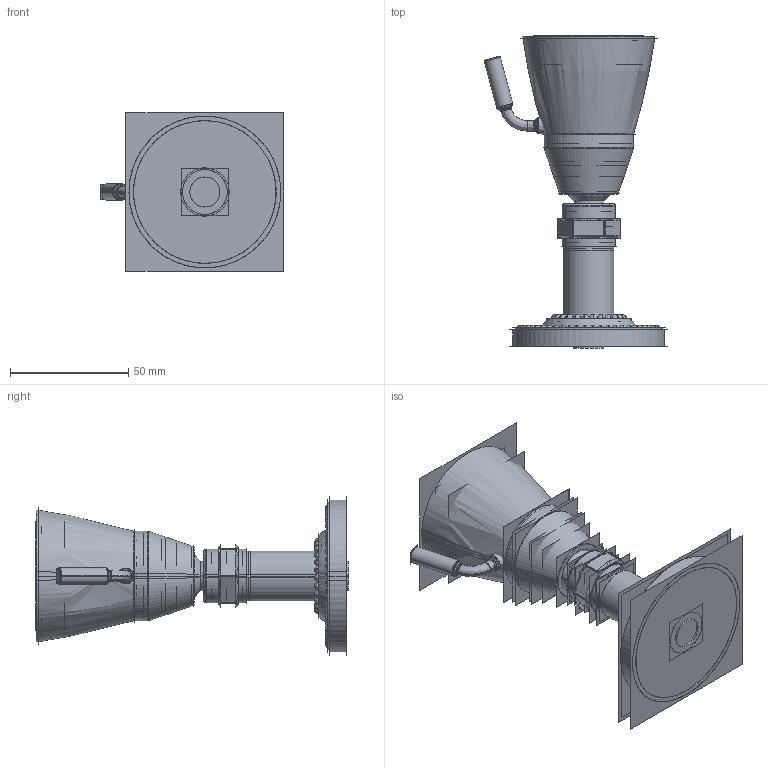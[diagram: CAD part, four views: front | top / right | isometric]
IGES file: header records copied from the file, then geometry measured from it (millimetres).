
Start section:  PTC IGES file: 0838X-CL-XX.igs
Global section: file name: 0838X-CL-XX.igs; native system: Creo Elements/Pro by Parametric Technology Corporation; preprocessor: 2015070; author: leo; organization: Unknown; date: 20200428.171633; units: inch
Bounding box: 77.72 x 132.12 x 66.88 mm (x, y, z)
Volume: 138368 mm3; surface area: 546739.6 mm2
Topology: 8 solids, 8 shells, 1266 faces, 7030 edges, 8708 vertices
Faces by surface type: revolution 832, bspline 434
